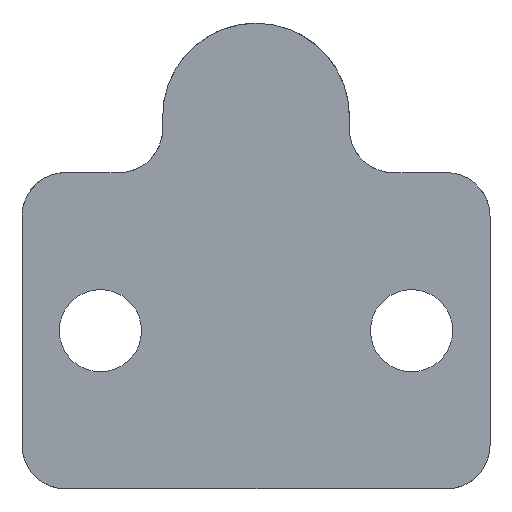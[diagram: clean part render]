
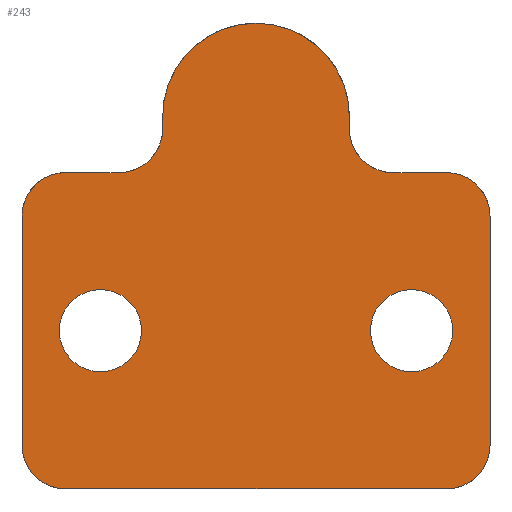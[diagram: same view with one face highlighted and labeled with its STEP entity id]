
A CAD part, top view. The second image highlights one B-rep face of the part: STEP entity #243.
In plain terms, the highlighted planar face has unit normal (0, 0, 1).
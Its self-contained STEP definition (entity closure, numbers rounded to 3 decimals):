
#38=AXIS2_PLACEMENT_3D('Circle Axis2P3D',#36,#37,$) ;
#74=AXIS2_PLACEMENT_3D('Plane Axis2P3D',#71,#72,#73) ;
#87=AXIS2_PLACEMENT_3D('Circle Axis2P3D',#85,#86,$) ;
#101=AXIS2_PLACEMENT_3D('Circle Axis2P3D',#99,#100,$) ;
#138=AXIS2_PLACEMENT_3D('Circle Axis2P3D',#136,#137,$) ;
#145=AXIS2_PLACEMENT_3D('Circle Axis2P3D',#143,#144,$) ;
#182=AXIS2_PLACEMENT_3D('Circle Axis2P3D',#180,#181,$) ;
#196=AXIS2_PLACEMENT_3D('Circle Axis2P3D',#194,#195,$) ;
#218=AXIS2_PLACEMENT_3D('Circle Axis2P3D',#216,#217,$) ;
#227=AXIS2_PLACEMENT_3D('Circle Axis2P3D',#225,#226,$) ;
#236=AXIS2_PLACEMENT_3D('Circle Axis2P3D',#234,#235,$) ;
#36=CARTESIAN_POINT('Axis2P3D Location',(31.3,12.7,0.914)) ;
#40=CARTESIAN_POINT('Vertex',(27.998,12.7,0.914)) ;
#42=CARTESIAN_POINT('Vertex',(34.602,12.7,0.914)) ;
#71=CARTESIAN_POINT('Axis2P3D Location',(0.,0.,0.914)) ;
#76=CARTESIAN_POINT('Line Origine',(18.8,0.,0.914)) ;
#80=CARTESIAN_POINT('Vertex',(3.5,0.,0.914)) ;
#82=CARTESIAN_POINT('Vertex',(34.1,0.,0.914)) ;
#85=CARTESIAN_POINT('Axis2P3D Location',(34.1,3.5,0.914)) ;
#89=CARTESIAN_POINT('Vertex',(37.6,3.5,0.914)) ;
#92=CARTESIAN_POINT('Line Origine',(37.6,12.7,0.914)) ;
#96=CARTESIAN_POINT('Vertex',(37.6,21.9,0.914)) ;
#99=CARTESIAN_POINT('Axis2P3D Location',(34.1,21.9,0.914)) ;
#103=CARTESIAN_POINT('Vertex',(34.1,25.4,0.914)) ;
#106=CARTESIAN_POINT('Line Origine',(31.95,25.4,0.914)) ;
#110=CARTESIAN_POINT('Vertex',(29.8,25.4,0.914)) ;
#114=CARTESIAN_POINT('Control Point',(29.8,25.4,0.914)) ;
#115=CARTESIAN_POINT('Control Point',(29.433,25.4,0.914)) ;
#116=CARTESIAN_POINT('Control Point',(29.067,25.448,0.914)) ;
#117=CARTESIAN_POINT('Control Point',(28.709,25.544,0.914)) ;
#118=CARTESIAN_POINT('Control Point',(28.026,25.828,0.914)) ;
#119=CARTESIAN_POINT('Control Point',(27.439,26.277,0.914)) ;
#120=CARTESIAN_POINT('Control Point',(27.176,26.54,0.914)) ;
#121=CARTESIAN_POINT('Control Point',(26.727,27.127,0.914)) ;
#122=CARTESIAN_POINT('Control Point',(26.444,27.809,0.914)) ;
#123=CARTESIAN_POINT('Control Point',(26.348,28.167,0.914)) ;
#124=CARTESIAN_POINT('Control Point',(26.3,28.534,0.914)) ;
#125=CARTESIAN_POINT('Control Point',(26.3,28.9,0.914)) ;
#126=CARTESIAN_POINT('Vertex',(26.3,28.9,0.914)) ;
#129=CARTESIAN_POINT('Line Origine',(26.3,29.4,0.914)) ;
#133=CARTESIAN_POINT('Vertex',(26.3,29.9,0.914)) ;
#136=CARTESIAN_POINT('Axis2P3D Location',(18.8,29.9,0.914)) ;
#140=CARTESIAN_POINT('Vertex',(18.8,37.4,0.914)) ;
#143=CARTESIAN_POINT('Axis2P3D Location',(18.8,29.9,0.914)) ;
#147=CARTESIAN_POINT('Vertex',(11.3,29.9,0.914)) ;
#150=CARTESIAN_POINT('Line Origine',(11.3,29.4,0.914)) ;
#154=CARTESIAN_POINT('Vertex',(11.3,28.9,0.914)) ;
#158=CARTESIAN_POINT('Control Point',(11.3,28.9,0.914)) ;
#159=CARTESIAN_POINT('Control Point',(11.3,28.533,0.914)) ;
#160=CARTESIAN_POINT('Control Point',(11.252,28.167,0.914)) ;
#161=CARTESIAN_POINT('Control Point',(11.156,27.809,0.914)) ;
#162=CARTESIAN_POINT('Control Point',(10.872,27.126,0.914)) ;
#163=CARTESIAN_POINT('Control Point',(10.423,26.539,0.914)) ;
#164=CARTESIAN_POINT('Control Point',(10.16,26.276,0.914)) ;
#165=CARTESIAN_POINT('Control Point',(9.573,25.827,0.914)) ;
#166=CARTESIAN_POINT('Control Point',(8.891,25.544,0.914)) ;
#167=CARTESIAN_POINT('Control Point',(8.533,25.448,0.914)) ;
#168=CARTESIAN_POINT('Control Point',(8.166,25.4,0.914)) ;
#169=CARTESIAN_POINT('Control Point',(7.8,25.4,0.914)) ;
#170=CARTESIAN_POINT('Vertex',(7.8,25.4,0.914)) ;
#173=CARTESIAN_POINT('Line Origine',(5.65,25.4,0.914)) ;
#177=CARTESIAN_POINT('Vertex',(3.5,25.4,0.914)) ;
#180=CARTESIAN_POINT('Axis2P3D Location',(3.5,21.9,0.914)) ;
#184=CARTESIAN_POINT('Vertex',(0.,21.9,0.914)) ;
#187=CARTESIAN_POINT('Line Origine',(0.,12.7,0.914)) ;
#191=CARTESIAN_POINT('Vertex',(0.,3.5,0.914)) ;
#194=CARTESIAN_POINT('Axis2P3D Location',(3.5,3.5,0.914)) ;
#216=CARTESIAN_POINT('Axis2P3D Location',(31.3,12.7,0.914)) ;
#225=CARTESIAN_POINT('Axis2P3D Location',(6.3,12.7,0.914)) ;
#229=CARTESIAN_POINT('Vertex',(2.998,12.7,0.914)) ;
#231=CARTESIAN_POINT('Vertex',(9.602,12.7,0.914)) ;
#234=CARTESIAN_POINT('Axis2P3D Location',(6.3,12.7,0.914)) ;
#37=DIRECTION('Axis2P3D Direction',(-0.,0.,-1.)) ;
#72=DIRECTION('Axis2P3D Direction',(0.,0.,1.)) ;
#73=DIRECTION('Axis2P3D XDirection',(1.,0.,0.)) ;
#77=DIRECTION('Vector Direction',(1.,0.,0.)) ;
#86=DIRECTION('Axis2P3D Direction',(0.,0.,1.)) ;
#93=DIRECTION('Vector Direction',(0.,1.,0.)) ;
#100=DIRECTION('Axis2P3D Direction',(0.,0.,1.)) ;
#107=DIRECTION('Vector Direction',(1.,0.,0.)) ;
#130=DIRECTION('Vector Direction',(0.,-1.,0.)) ;
#137=DIRECTION('Axis2P3D Direction',(0.,0.,1.)) ;
#144=DIRECTION('Axis2P3D Direction',(0.,0.,1.)) ;
#151=DIRECTION('Vector Direction',(0.,1.,0.)) ;
#174=DIRECTION('Vector Direction',(1.,0.,0.)) ;
#181=DIRECTION('Axis2P3D Direction',(0.,0.,1.)) ;
#188=DIRECTION('Vector Direction',(0.,1.,0.)) ;
#195=DIRECTION('Axis2P3D Direction',(0.,0.,1.)) ;
#217=DIRECTION('Axis2P3D Direction',(0.,0.,1.)) ;
#226=DIRECTION('Axis2P3D Direction',(0.,0.,1.)) ;
#235=DIRECTION('Axis2P3D Direction',(0.,0.,1.)) ;
#78=VECTOR('Line Direction',#77,1.) ;
#94=VECTOR('Line Direction',#93,1.) ;
#108=VECTOR('Line Direction',#107,1.) ;
#131=VECTOR('Line Direction',#130,1.) ;
#152=VECTOR('Line Direction',#151,1.) ;
#175=VECTOR('Line Direction',#174,1.) ;
#189=VECTOR('Line Direction',#188,1.) ;
#200=ORIENTED_EDGE('',*,*,#84,.T.) ;
#201=ORIENTED_EDGE('',*,*,#91,.T.) ;
#202=ORIENTED_EDGE('',*,*,#98,.T.) ;
#203=ORIENTED_EDGE('',*,*,#105,.T.) ;
#204=ORIENTED_EDGE('',*,*,#112,.F.) ;
#205=ORIENTED_EDGE('',*,*,#128,.T.) ;
#206=ORIENTED_EDGE('',*,*,#135,.F.) ;
#207=ORIENTED_EDGE('',*,*,#142,.T.) ;
#208=ORIENTED_EDGE('',*,*,#149,.T.) ;
#209=ORIENTED_EDGE('',*,*,#156,.F.) ;
#210=ORIENTED_EDGE('',*,*,#172,.T.) ;
#211=ORIENTED_EDGE('',*,*,#179,.F.) ;
#212=ORIENTED_EDGE('',*,*,#186,.T.) ;
#213=ORIENTED_EDGE('',*,*,#193,.F.) ;
#214=ORIENTED_EDGE('',*,*,#198,.T.) ;
#222=ORIENTED_EDGE('',*,*,#44,.F.) ;
#223=ORIENTED_EDGE('',*,*,#220,.F.) ;
#240=ORIENTED_EDGE('',*,*,#233,.F.) ;
#241=ORIENTED_EDGE('',*,*,#238,.F.) ;
#224=FACE_BOUND('',#221,.T.) ;
#242=FACE_BOUND('',#239,.T.) ;
#243=ADVANCED_FACE('Fillet2',(#215,#224,#242),#75,.T.) ;
#113=B_SPLINE_CURVE_WITH_KNOTS('',5,(#114,#115,#116,#117,#118,#119,#120,#121,#122,#123,#124,#125),.UNSPECIFIED.,.F.,.U.,(6,3,3,6),(0.,2.592,5.185,7.775),.UNSPECIFIED.) ;
#157=B_SPLINE_CURVE_WITH_KNOTS('',5,(#158,#159,#160,#161,#162,#163,#164,#165,#166,#167,#168,#169),.UNSPECIFIED.,.F.,.U.,(6,3,3,6),(0.,2.592,5.185,7.775),.UNSPECIFIED.) ;
#39=CIRCLE('generated circle',#38,3.302) ;
#88=CIRCLE('generated circle',#87,3.5) ;
#102=CIRCLE('generated circle',#101,3.5) ;
#139=CIRCLE('generated circle',#138,7.5) ;
#146=CIRCLE('generated circle',#145,7.5) ;
#183=CIRCLE('generated circle',#182,3.5) ;
#197=CIRCLE('generated circle',#196,3.5) ;
#219=CIRCLE('generated circle',#218,3.302) ;
#228=CIRCLE('generated circle',#227,3.302) ;
#237=CIRCLE('generated circle',#236,3.302) ;
#44=EDGE_CURVE('',#41,#43,#39,.F.) ;
#84=EDGE_CURVE('',#81,#83,#79,.T.) ;
#91=EDGE_CURVE('',#83,#90,#88,.T.) ;
#98=EDGE_CURVE('',#90,#97,#95,.T.) ;
#105=EDGE_CURVE('',#97,#104,#102,.T.) ;
#112=EDGE_CURVE('',#111,#104,#109,.T.) ;
#128=EDGE_CURVE('',#111,#127,#113,.T.) ;
#135=EDGE_CURVE('',#134,#127,#132,.T.) ;
#142=EDGE_CURVE('',#134,#141,#139,.T.) ;
#149=EDGE_CURVE('',#141,#148,#146,.T.) ;
#156=EDGE_CURVE('',#155,#148,#153,.T.) ;
#172=EDGE_CURVE('',#155,#171,#157,.T.) ;
#179=EDGE_CURVE('',#178,#171,#176,.T.) ;
#186=EDGE_CURVE('',#178,#185,#183,.T.) ;
#193=EDGE_CURVE('',#192,#185,#190,.T.) ;
#198=EDGE_CURVE('',#192,#81,#197,.T.) ;
#220=EDGE_CURVE('',#43,#41,#219,.T.) ;
#233=EDGE_CURVE('',#230,#232,#228,.T.) ;
#238=EDGE_CURVE('',#232,#230,#237,.T.) ;
#199=EDGE_LOOP('',(#200,#201,#202,#203,#204,#205,#206,#207,#208,#209,#210,#211,#212,#213,#214)) ;
#221=EDGE_LOOP('',(#222,#223)) ;
#239=EDGE_LOOP('',(#240,#241)) ;
#215=FACE_OUTER_BOUND('',#199,.T.) ;
#79=LINE('Line',#76,#78) ;
#95=LINE('Line',#92,#94) ;
#109=LINE('Line',#106,#108) ;
#132=LINE('Line',#129,#131) ;
#153=LINE('Line',#150,#152) ;
#176=LINE('Line',#173,#175) ;
#190=LINE('Line',#187,#189) ;
#75=PLANE('',#74) ;
#41=VERTEX_POINT('',#40) ;
#43=VERTEX_POINT('',#42) ;
#81=VERTEX_POINT('',#80) ;
#83=VERTEX_POINT('',#82) ;
#90=VERTEX_POINT('',#89) ;
#97=VERTEX_POINT('',#96) ;
#104=VERTEX_POINT('',#103) ;
#111=VERTEX_POINT('',#110) ;
#127=VERTEX_POINT('',#126) ;
#134=VERTEX_POINT('',#133) ;
#141=VERTEX_POINT('',#140) ;
#148=VERTEX_POINT('',#147) ;
#155=VERTEX_POINT('',#154) ;
#171=VERTEX_POINT('',#170) ;
#178=VERTEX_POINT('',#177) ;
#185=VERTEX_POINT('',#184) ;
#192=VERTEX_POINT('',#191) ;
#230=VERTEX_POINT('',#229) ;
#232=VERTEX_POINT('',#231) ;
